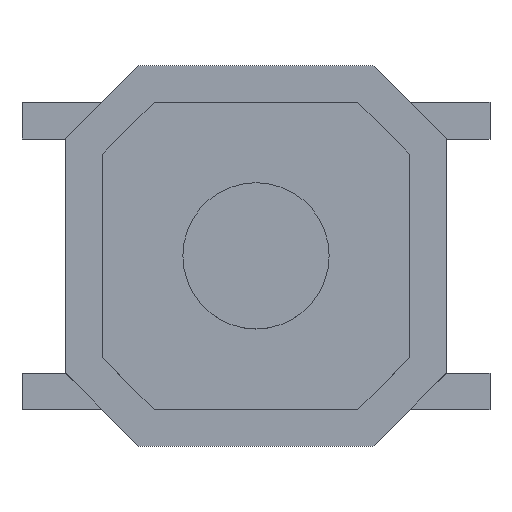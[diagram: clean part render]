
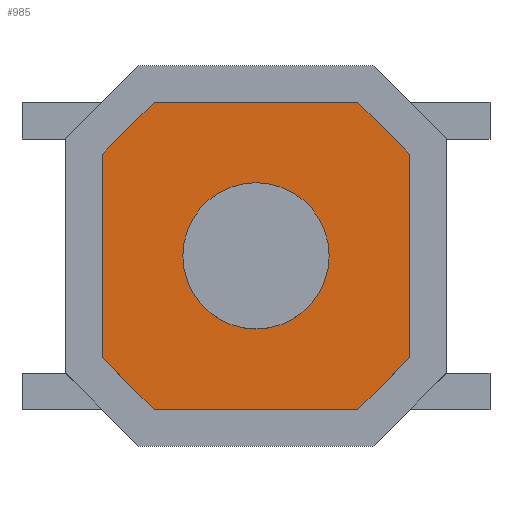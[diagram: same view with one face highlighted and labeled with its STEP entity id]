
A CAD part, top view. The second image highlights one B-rep face of the part: STEP entity #985.
In plain terms, the highlighted planar face has unit normal (0, 0, 1).
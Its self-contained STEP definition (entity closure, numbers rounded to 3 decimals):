
#558 = VERTEX_POINT('',#559);
#559 = CARTESIAN_POINT('',(-1.393,2.1,1.17));
#565 = EDGE_CURVE('',#558,#566,#568,.T.);
#566 = VERTEX_POINT('',#567);
#567 = CARTESIAN_POINT('',(-2.1,1.393,1.17));
#568 = LINE('',#569,#570);
#569 = CARTESIAN_POINT('',(-1.393,2.1,1.17));
#570 = VECTOR('',#571,1.);
#571 = DIRECTION('',(-0.707,-0.707,0.));
#589 = EDGE_CURVE('',#566,#590,#592,.T.);
#590 = VERTEX_POINT('',#591);
#591 = CARTESIAN_POINT('',(-2.1,-1.393,1.17));
#592 = LINE('',#593,#594);
#593 = CARTESIAN_POINT('',(-2.1,1.393,1.17));
#594 = VECTOR('',#595,1.);
#595 = DIRECTION('',(0.,-1.,0.));
#613 = EDGE_CURVE('',#590,#614,#616,.T.);
#614 = VERTEX_POINT('',#615);
#615 = CARTESIAN_POINT('',(-1.393,-2.1,1.17));
#616 = LINE('',#617,#618);
#617 = CARTESIAN_POINT('',(-2.1,-1.393,1.17));
#618 = VECTOR('',#619,1.);
#619 = DIRECTION('',(0.707,-0.707,0.));
#637 = EDGE_CURVE('',#614,#638,#640,.T.);
#638 = VERTEX_POINT('',#639);
#639 = CARTESIAN_POINT('',(1.393,-2.1,1.17));
#640 = LINE('',#641,#642);
#641 = CARTESIAN_POINT('',(-1.393,-2.1,1.17));
#642 = VECTOR('',#643,1.);
#643 = DIRECTION('',(1.,0.,0.));
#661 = EDGE_CURVE('',#638,#662,#664,.T.);
#662 = VERTEX_POINT('',#663);
#663 = CARTESIAN_POINT('',(2.1,-1.393,1.17));
#664 = LINE('',#665,#666);
#665 = CARTESIAN_POINT('',(1.393,-2.1,1.17));
#666 = VECTOR('',#667,1.);
#667 = DIRECTION('',(0.707,0.707,0.));
#685 = EDGE_CURVE('',#662,#686,#688,.T.);
#686 = VERTEX_POINT('',#687);
#687 = CARTESIAN_POINT('',(2.1,1.393,1.17));
#688 = LINE('',#689,#690);
#689 = CARTESIAN_POINT('',(2.1,-1.393,1.17));
#690 = VECTOR('',#691,1.);
#691 = DIRECTION('',(0.,1.,0.));
#709 = EDGE_CURVE('',#686,#710,#712,.T.);
#710 = VERTEX_POINT('',#711);
#711 = CARTESIAN_POINT('',(1.393,2.1,1.17));
#712 = LINE('',#713,#714);
#713 = CARTESIAN_POINT('',(2.1,1.393,1.17));
#714 = VECTOR('',#715,1.);
#715 = DIRECTION('',(-0.707,0.707,0.));
#733 = EDGE_CURVE('',#710,#558,#734,.T.);
#734 = LINE('',#735,#736);
#735 = CARTESIAN_POINT('',(1.393,2.1,1.17));
#736 = VECTOR('',#737,1.);
#737 = DIRECTION('',(-1.,0.,0.));
#985 = ADVANCED_FACE('',(#986,#996),#1007,.T.);
#986 = FACE_BOUND('',#987,.T.);
#987 = EDGE_LOOP('',(#988,#989,#990,#991,#992,#993,#994,#995));
#988 = ORIENTED_EDGE('',*,*,#565,.T.);
#989 = ORIENTED_EDGE('',*,*,#589,.T.);
#990 = ORIENTED_EDGE('',*,*,#613,.T.);
#991 = ORIENTED_EDGE('',*,*,#637,.T.);
#992 = ORIENTED_EDGE('',*,*,#661,.T.);
#993 = ORIENTED_EDGE('',*,*,#685,.T.);
#994 = ORIENTED_EDGE('',*,*,#709,.T.);
#995 = ORIENTED_EDGE('',*,*,#733,.T.);
#996 = FACE_BOUND('',#997,.T.);
#997 = EDGE_LOOP('',(#998));
#998 = ORIENTED_EDGE('',*,*,#999,.F.);
#999 = EDGE_CURVE('',#1000,#1000,#1002,.T.);
#1000 = VERTEX_POINT('',#1001);
#1001 = CARTESIAN_POINT('',(1.,0.,1.17));
#1002 = CIRCLE('',#1003,1.);
#1003 = AXIS2_PLACEMENT_3D('',#1004,#1005,#1006);
#1004 = CARTESIAN_POINT('',(0.,0.,1.17));
#1005 = DIRECTION('',(0.,0.,1.));
#1006 = DIRECTION('',(1.,0.,0.));
#1007 = PLANE('',#1008);
#1008 = AXIS2_PLACEMENT_3D('',#1009,#1010,#1011);
#1009 = CARTESIAN_POINT('',(0.,0.,1.17)
  );
#1010 = DIRECTION('',(0.,0.,1.));
#1011 = DIRECTION('',(1.,0.,0.));
